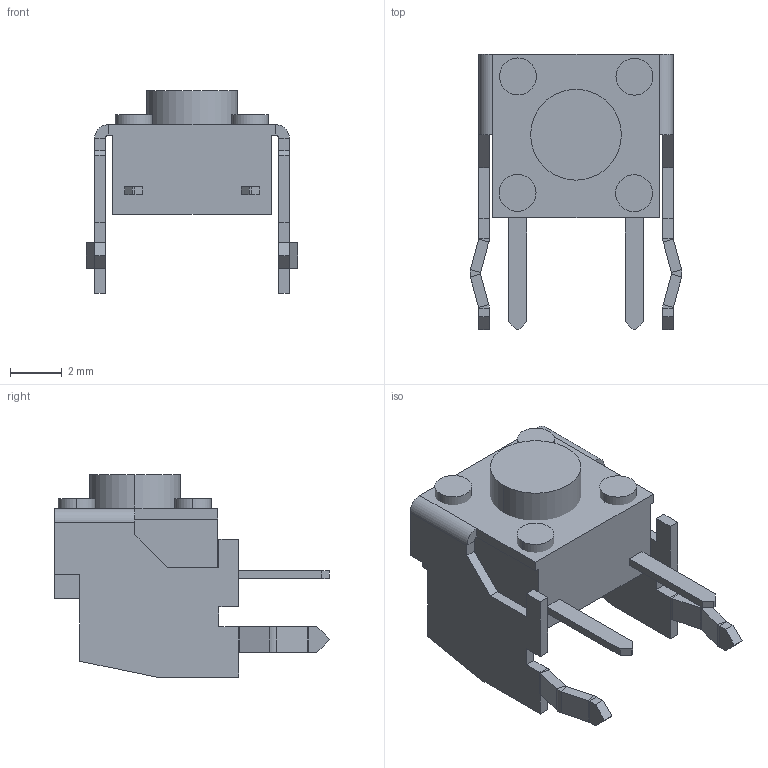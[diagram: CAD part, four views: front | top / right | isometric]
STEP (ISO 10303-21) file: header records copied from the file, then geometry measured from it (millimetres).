
FILE_DESCRIPTION (( 'STEP AP214' ), '1' );
FILE_NAME ('PTDEFAU0427136263269.step', '2006-04-27T17:06:28', ( 'sysAdmin' ), ( 'SolidWorks' ), 'SwSTEP 2.0', 'SolidWorks 2006079', '' );
FILE_SCHEMA (( 'AUTOMOTIVE_DESIGN' ));
Length unit declared in the file: inch
Products named in the file (1): PTDEFAU0427136263269
Bounding box: 8.17 x 10.6 x 7.8 mm (x, y, z)
Volume: 186.4 mm3; surface area: 419.1 mm2
Topology: 6 solids, 6 shells, 141 faces, 319 edges, 192 vertices
Faces by surface type: plane 115, cylinder 26
Entity records: 4175 total; most frequent: CARTESIAN_POINT 677, DIRECTION 643, ORIENTED_EDGE 638, EDGE_CURVE 319, LINE 263, VECTOR 263, VERTEX_POINT 192, AXIS2_PLACEMENT_3D 190
